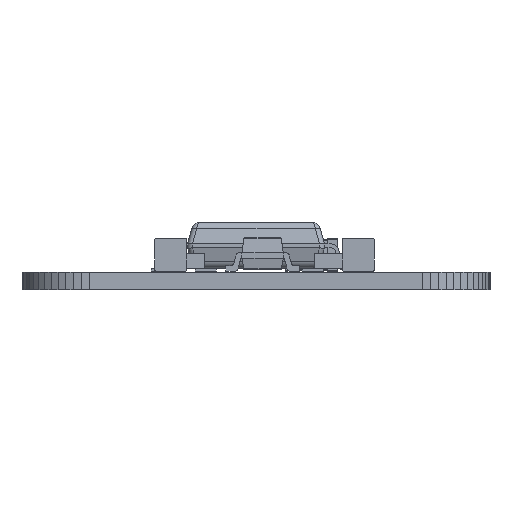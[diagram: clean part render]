
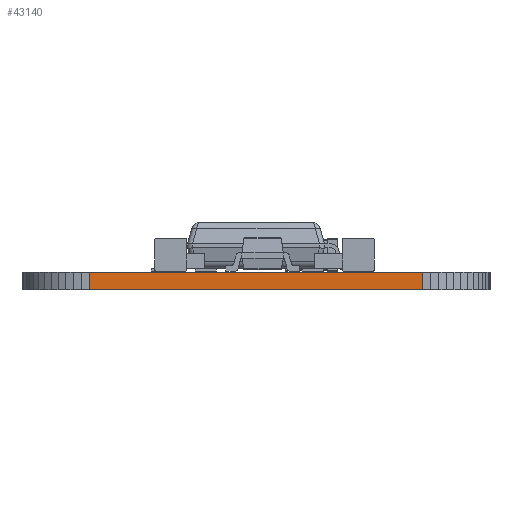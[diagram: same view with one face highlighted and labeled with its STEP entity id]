
A CAD part, front view. The second image highlights one B-rep face of the part: STEP entity #43140.
In plain terms, the highlighted planar face has unit normal (0, -1, 0).
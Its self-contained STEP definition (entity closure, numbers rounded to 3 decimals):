
#36299 = PLANE('',#36300);
#36300 = AXIS2_PLACEMENT_3D('',#36301,#36302,#36303);
#36301 = CARTESIAN_POINT('',(7.62,-24.13,0.68));
#36302 = DIRECTION('',(-0.,-0.,-1.));
#36303 = DIRECTION('',(-1.,0.,0.));
#36353 = PLANE('',#36354);
#36354 = AXIS2_PLACEMENT_3D('',#36355,#36356,#36357);
#36355 = CARTESIAN_POINT('',(7.62,-24.13,0.));
#36356 = DIRECTION('',(-0.,-0.,-1.));
#36357 = DIRECTION('',(-1.,0.,0.));
#37162 = VERTEX_POINT('',#37163);
#37163 = CARTESIAN_POINT('',(14.072,-50.874,0.));
#37177 = PLANE('',#37178);
#37178 = AXIS2_PLACEMENT_3D('',#37179,#37180,#37181);
#37179 = CARTESIAN_POINT('',(14.387,-50.855,0.));
#37180 = DIRECTION('',(0.06,-0.998,0.));
#37181 = DIRECTION('',(-0.998,-0.06,0.));
#37189 = EDGE_CURVE('',#37162,#37190,#37192,.T.);
#37190 = VERTEX_POINT('',#37191);
#37191 = CARTESIAN_POINT('',(1.168,-50.874,0.));
#37192 = SURFACE_CURVE('',#37193,(#37197,#37204),.PCURVE_S1.);
#37193 = LINE('',#37194,#37195);
#37194 = CARTESIAN_POINT('',(14.072,-50.874,0.));
#37195 = VECTOR('',#37196,1.);
#37196 = DIRECTION('',(-1.,0.,0.));
#37197 = PCURVE('',#36353,#37198);
#37198 = DEFINITIONAL_REPRESENTATION('',(#37199),#37203);
#37199 = LINE('',#37200,#37201);
#37200 = CARTESIAN_POINT('',(-6.452,-26.744));
#37201 = VECTOR('',#37202,1.);
#37202 = DIRECTION('',(1.,0.));
#37203 = ( GEOMETRIC_REPRESENTATION_CONTEXT(2) 
PARAMETRIC_REPRESENTATION_CONTEXT() REPRESENTATION_CONTEXT('2D SPACE',''
  ) );
#37204 = PCURVE('',#37205,#37210);
#37205 = PLANE('',#37206);
#37206 = AXIS2_PLACEMENT_3D('',#37207,#37208,#37209);
#37207 = CARTESIAN_POINT('',(14.072,-50.874,0.));
#37208 = DIRECTION('',(0.,-1.,0.));
#37209 = DIRECTION('',(-1.,0.,0.));
#37210 = DEFINITIONAL_REPRESENTATION('',(#37211),#37215);
#37211 = LINE('',#37212,#37213);
#37212 = CARTESIAN_POINT('',(0.,-0.));
#37213 = VECTOR('',#37214,1.);
#37214 = DIRECTION('',(1.,0.));
#37215 = ( GEOMETRIC_REPRESENTATION_CONTEXT(2) 
PARAMETRIC_REPRESENTATION_CONTEXT() REPRESENTATION_CONTEXT('2D SPACE',''
  ) );
#37233 = PLANE('',#37234);
#37234 = AXIS2_PLACEMENT_3D('',#37235,#37236,#37237);
#37235 = CARTESIAN_POINT('',(1.168,-50.874,0.));
#37236 = DIRECTION('',(-0.06,-0.998,0.));
#37237 = DIRECTION('',(-0.998,0.06,0.));
#39930 = VERTEX_POINT('',#39931);
#39931 = CARTESIAN_POINT('',(14.072,-50.874,0.68));
#39952 = EDGE_CURVE('',#39930,#39953,#39955,.T.);
#39953 = VERTEX_POINT('',#39954);
#39954 = CARTESIAN_POINT('',(1.168,-50.874,0.68));
#39955 = SURFACE_CURVE('',#39956,(#39960,#39967),.PCURVE_S1.);
#39956 = LINE('',#39957,#39958);
#39957 = CARTESIAN_POINT('',(14.072,-50.874,0.68));
#39958 = VECTOR('',#39959,1.);
#39959 = DIRECTION('',(-1.,0.,0.));
#39960 = PCURVE('',#36299,#39961);
#39961 = DEFINITIONAL_REPRESENTATION('',(#39962),#39966);
#39962 = LINE('',#39963,#39964);
#39963 = CARTESIAN_POINT('',(-6.452,-26.744));
#39964 = VECTOR('',#39965,1.);
#39965 = DIRECTION('',(1.,0.));
#39966 = ( GEOMETRIC_REPRESENTATION_CONTEXT(2) 
PARAMETRIC_REPRESENTATION_CONTEXT() REPRESENTATION_CONTEXT('2D SPACE',''
  ) );
#39967 = PCURVE('',#37205,#39968);
#39968 = DEFINITIONAL_REPRESENTATION('',(#39969),#39973);
#39969 = LINE('',#39970,#39971);
#39970 = CARTESIAN_POINT('',(0.,-0.68));
#39971 = VECTOR('',#39972,1.);
#39972 = DIRECTION('',(1.,0.));
#39973 = ( GEOMETRIC_REPRESENTATION_CONTEXT(2) 
PARAMETRIC_REPRESENTATION_CONTEXT() REPRESENTATION_CONTEXT('2D SPACE',''
  ) );
#43092 = EDGE_CURVE('',#37162,#39930,#43093,.T.);
#43093 = SURFACE_CURVE('',#43094,(#43098,#43105),.PCURVE_S1.);
#43094 = LINE('',#43095,#43096);
#43095 = CARTESIAN_POINT('',(14.072,-50.874,0.));
#43096 = VECTOR('',#43097,1.);
#43097 = DIRECTION('',(0.,0.,1.));
#43098 = PCURVE('',#37177,#43099);
#43099 = DEFINITIONAL_REPRESENTATION('',(#43100),#43104);
#43100 = LINE('',#43101,#43102);
#43101 = CARTESIAN_POINT('',(0.316,0.));
#43102 = VECTOR('',#43103,1.);
#43103 = DIRECTION('',(0.,-1.));
#43104 = ( GEOMETRIC_REPRESENTATION_CONTEXT(2) 
PARAMETRIC_REPRESENTATION_CONTEXT() REPRESENTATION_CONTEXT('2D SPACE',''
  ) );
#43105 = PCURVE('',#37205,#43106);
#43106 = DEFINITIONAL_REPRESENTATION('',(#43107),#43111);
#43107 = LINE('',#43108,#43109);
#43108 = CARTESIAN_POINT('',(0.,-0.));
#43109 = VECTOR('',#43110,1.);
#43110 = DIRECTION('',(0.,-1.));
#43111 = ( GEOMETRIC_REPRESENTATION_CONTEXT(2) 
PARAMETRIC_REPRESENTATION_CONTEXT() REPRESENTATION_CONTEXT('2D SPACE',''
  ) );
#43140 = ADVANCED_FACE('',(#43141),#37205,.T.);
#43141 = FACE_BOUND('',#43142,.T.);
#43142 = EDGE_LOOP('',(#43143,#43144,#43145,#43166));
#43143 = ORIENTED_EDGE('',*,*,#43092,.T.);
#43144 = ORIENTED_EDGE('',*,*,#39952,.T.);
#43145 = ORIENTED_EDGE('',*,*,#43146,.F.);
#43146 = EDGE_CURVE('',#37190,#39953,#43147,.T.);
#43147 = SURFACE_CURVE('',#43148,(#43152,#43159),.PCURVE_S1.);
#43148 = LINE('',#43149,#43150);
#43149 = CARTESIAN_POINT('',(1.168,-50.874,0.));
#43150 = VECTOR('',#43151,1.);
#43151 = DIRECTION('',(0.,0.,1.));
#43152 = PCURVE('',#37205,#43153);
#43153 = DEFINITIONAL_REPRESENTATION('',(#43154),#43158);
#43154 = LINE('',#43155,#43156);
#43155 = CARTESIAN_POINT('',(12.903,0.));
#43156 = VECTOR('',#43157,1.);
#43157 = DIRECTION('',(0.,-1.));
#43158 = ( GEOMETRIC_REPRESENTATION_CONTEXT(2) 
PARAMETRIC_REPRESENTATION_CONTEXT() REPRESENTATION_CONTEXT('2D SPACE',''
  ) );
#43159 = PCURVE('',#37233,#43160);
#43160 = DEFINITIONAL_REPRESENTATION('',(#43161),#43165);
#43161 = LINE('',#43162,#43163);
#43162 = CARTESIAN_POINT('',(0.,0.));
#43163 = VECTOR('',#43164,1.);
#43164 = DIRECTION('',(0.,-1.));
#43165 = ( GEOMETRIC_REPRESENTATION_CONTEXT(2) 
PARAMETRIC_REPRESENTATION_CONTEXT() REPRESENTATION_CONTEXT('2D SPACE',''
  ) );
#43166 = ORIENTED_EDGE('',*,*,#37189,.F.);
